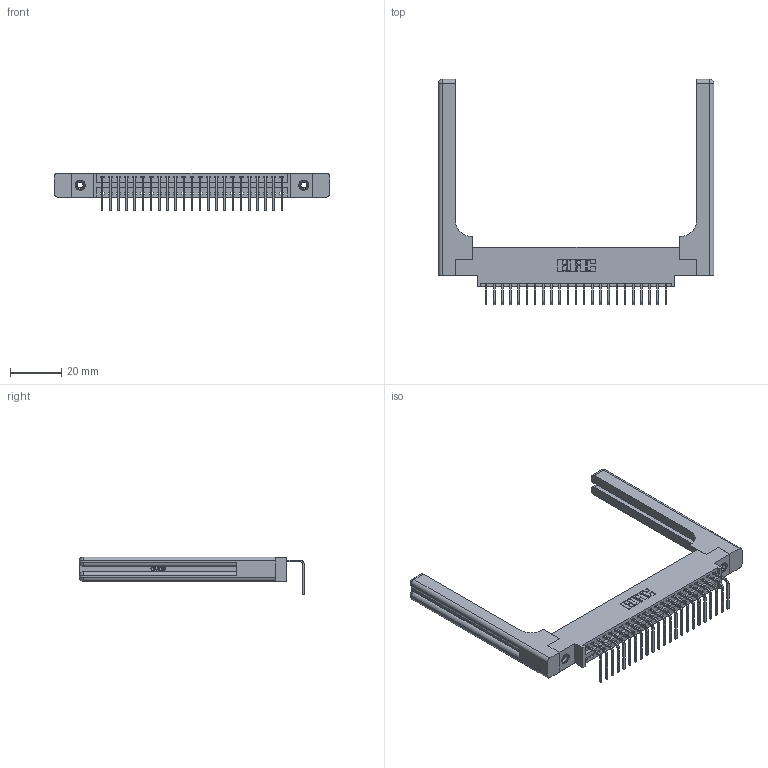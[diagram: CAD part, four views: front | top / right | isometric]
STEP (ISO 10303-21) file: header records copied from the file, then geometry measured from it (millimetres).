
FILE_DESCRIPTION (( 'STEP AP203' ), '1' );
FILE_NAME ('346-023-558-658.STEP', '2022-05-05T21:52:08', ( '' ), ( '' ), 'SwSTEP 2.0', 'SolidWorks 2020', '' );
FILE_SCHEMA (( 'CONFIG_CONTROL_DESIGN' ));
Length unit declared in the file: inch
Products named in the file (5): 346-023-558-658; 345-292-001_558 Tail - 2; 346-220-058_345-220-058; 345-250-001_345-250-001-102; 346 Part_0.170 Offset - 0.156 Dia-TH
Assembly tree (28 placements, depth 2):
  346-023-558-658
    346 Part_0.170 Offset - 0.156 Dia-TH
    345-292-001_558 Tail - 2  x23
    345-250-001_345-250-001-102  x2
    346-220-058_345-220-058  x2
Bounding box: 107.09 x 87.44 x 14.73 mm (x, y, z)
Volume: 17541.9 mm3; surface area: 18142.4 mm2
Topology: 28 solids, 28 shells, 1776 faces, 5229 edges, 3434 vertices
Faces by surface type: plane 1208, cylinder 508, bspline 36, cone 12, sphere 8, torus 4
Entity records: 22646 total; most frequent: CARTESIAN_POINT 4872, ORIENTED_EDGE 3624, DIRECTION 3250, EDGE_CURVE 1812, VECTOR 1496, LINE 1496, VERTEX_POINT 1198, AXIS2_PLACEMENT_3D 877
